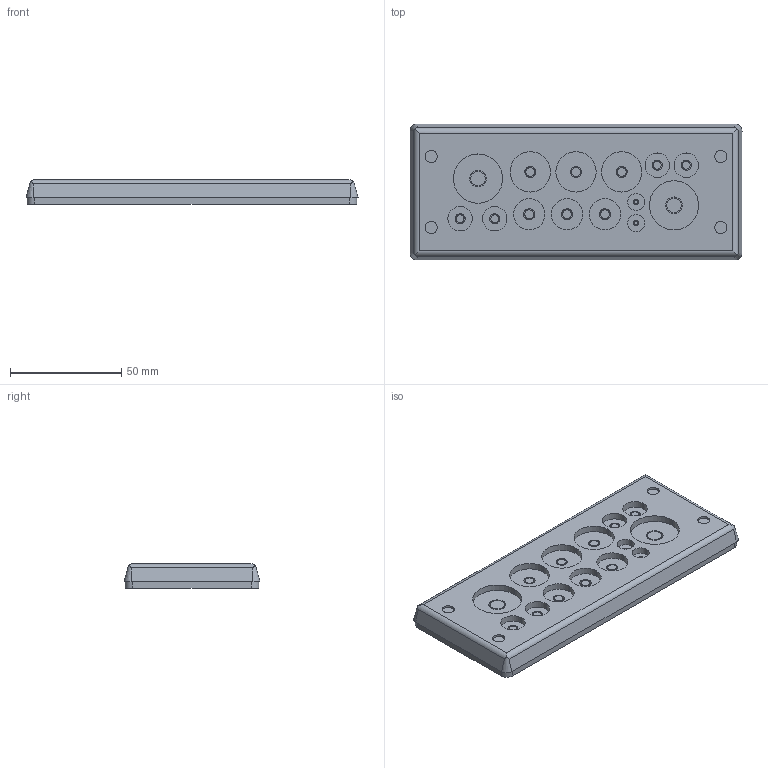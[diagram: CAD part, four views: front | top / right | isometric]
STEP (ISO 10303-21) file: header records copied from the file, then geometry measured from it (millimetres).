
FILE_DESCRIPTION (( 'STEP AP203' ), '1' );
FILE_NAME ('567419.step', '2024-10-14T13:36:18', ( '' ), ( '' ), 'SwSTEP 2.0', 'SolidWorks 2023', '' );
FILE_SCHEMA (( 'CONFIG_CONTROL_DESIGN' ));
Length unit declared in the file: inch
Products named in the file (1): 567419
Bounding box: 149 x 61 x 11 mm (x, y, z)
Volume: 46947.8 mm3; surface area: 28820.8 mm2
Topology: 1 solids, 1 shells, 259 faces, 586 edges, 388 vertices
Faces by surface type: cylinder 154, plane 93, cone 12
Entity records: 7595 total; most frequent: DIRECTION 1414, CARTESIAN_POINT 1382, ORIENTED_EDGE 1172, EDGE_CURVE 586, AXIS2_PLACEMENT_3D 580, VERTEX_POINT 388, CIRCLE 320, EDGE_LOOP 318
